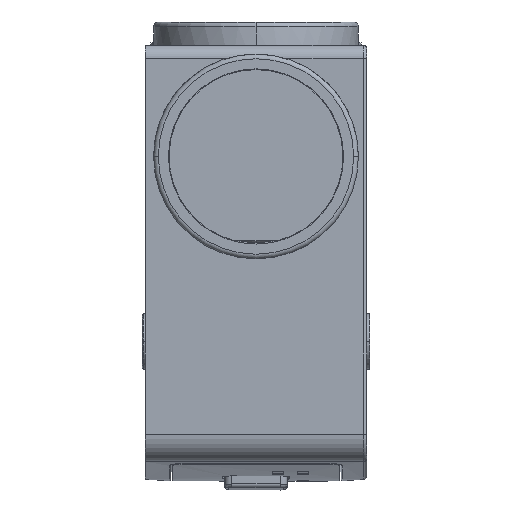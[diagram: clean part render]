
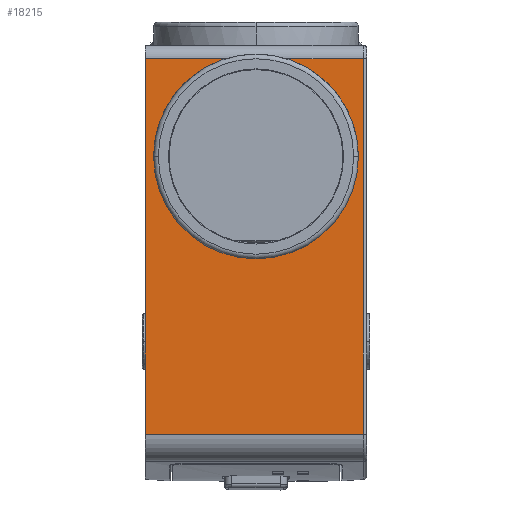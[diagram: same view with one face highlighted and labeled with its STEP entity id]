
A CAD part, left-side view. The second image highlights one B-rep face of the part: STEP entity #18215.
In plain terms, the highlighted planar face has unit normal (-1, 0, 0).
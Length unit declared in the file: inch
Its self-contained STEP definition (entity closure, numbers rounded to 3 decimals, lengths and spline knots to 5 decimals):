
#239=CARTESIAN_POINT('',(0.,0.59055,-0.59055));
#240=DIRECTION('',(1.,0.,0.));
#241=DIRECTION('',(0.,-1.,0.));
#242=AXIS2_PLACEMENT_3D('',#239,#240,#241);
#244=CARTESIAN_POINT('',(0.,0.59055,-0.59055));
#245=DIRECTION('',(1.,0.,0.));
#246=DIRECTION('',(0.,-0.301,0.954));
#247=AXIS2_PLACEMENT_3D('',#244,#245,#246);
#249=DIRECTION('',(0.,-1.,0.));
#250=VECTOR('',#249,0.40669);
#251=CARTESIAN_POINT('',(0.,0.42638,-0.07087));
#252=LINE('',#251,#250);
#253=DIRECTION('',(0.,0.,-1.));
#254=VECTOR('',#253,1.99663);
#255=CARTESIAN_POINT('',(0.,0.01969,-0.07087));
#256=LINE('',#255,#254);
#257=DIRECTION('',(0.,-1.,0.));
#258=VECTOR('',#257,1.16142);
#259=CARTESIAN_POINT('',(0.,1.1811,-2.0675));
#260=LINE('',#259,#258);
#261=DIRECTION('',(0.,-1.,0.));
#262=VECTOR('',#261,0.42638);
#263=CARTESIAN_POINT('',(0.,1.1811,-0.07087));
#264=LINE('',#263,#262);
#265=CARTESIAN_POINT('',(0.,0.59055,-0.59055));
#266=DIRECTION('',(1.,0.,0.));
#267=DIRECTION('',(0.,1.,0.));
#268=AXIS2_PLACEMENT_3D('',#265,#266,#267);
#562=DIRECTION('',(0.,0.,1.));
#563=VECTOR('',#562,1.99663);
#564=CARTESIAN_POINT('',(0.,1.1811,-2.0675));
#565=LINE('',#564,#563);
#15373=CARTESIAN_POINT('',(0.,1.1811,-2.0675));
#15375=VERTEX_POINT('',#15373);
#15380=CARTESIAN_POINT('',(0.,1.1811,-0.07087));
#15382=VERTEX_POINT('',#15380);
#15575=CARTESIAN_POINT('',(0.,0.01969,-0.07087));
#15577=VERTEX_POINT('',#15575);
#15580=CARTESIAN_POINT('',(0.,0.01969,-2.0675));
#15581=VERTEX_POINT('',#15580);
#16599=CARTESIAN_POINT('',(0.,0.04555,-0.59055));
#16600=CARTESIAN_POINT('',(0.,1.13555,-0.59055));
#16601=VERTEX_POINT('',#16599);
#16602=VERTEX_POINT('',#16600);
#16603=CARTESIAN_POINT('',(0.,0.75472,-0.07087));
#16604=VERTEX_POINT('',#16603);
#16605=CARTESIAN_POINT('',(0.,0.42638,-0.07087));
#16606=VERTEX_POINT('',#16605);
#18195=CARTESIAN_POINT('',(0.,0.,-2.19016));
#18196=DIRECTION('',(-1.,0.,0.));
#18197=DIRECTION('',(0.,0.,1.));
#18198=AXIS2_PLACEMENT_3D('',#18195,#18196,#18197);
#18199=PLANE('',#18198);
#18201=ORIENTED_EDGE('',*,*,#18200,.F.);
#18203=ORIENTED_EDGE('',*,*,#18202,.F.);
#18204=ORIENTED_EDGE('',*,*,#18183,.T.);
#18205=ORIENTED_EDGE('',*,*,#18011,.T.);
#18207=ORIENTED_EDGE('',*,*,#18206,.F.);
#18209=ORIENTED_EDGE('',*,*,#18208,.T.);
#18210=ORIENTED_EDGE('',*,*,#18187,.T.);
#18212=ORIENTED_EDGE('',*,*,#18211,.F.);
#18213=EDGE_LOOP('',(#18201,#18203,#18204,#18205,#18207,#18209,#18210,#18212));
#18214=FACE_OUTER_BOUND('',#18213,.F.);
#18215=ADVANCED_FACE('',(#18214),#18199,.T.);
#243=CIRCLE('',#242,0.545);
#248=CIRCLE('',#247,0.545);
#269=CIRCLE('',#268,0.545);
#18011=EDGE_CURVE('',#15577,#15581,#256,.T.);
#18183=EDGE_CURVE('',#16606,#15577,#252,.T.);
#18187=EDGE_CURVE('',#15382,#16604,#264,.T.);
#18200=EDGE_CURVE('',#16601,#16602,#243,.T.);
#18202=EDGE_CURVE('',#16606,#16601,#248,.T.);
#18206=EDGE_CURVE('',#15375,#15581,#260,.T.);
#18208=EDGE_CURVE('',#15375,#15382,#565,.T.);
#18211=EDGE_CURVE('',#16602,#16604,#269,.T.);
